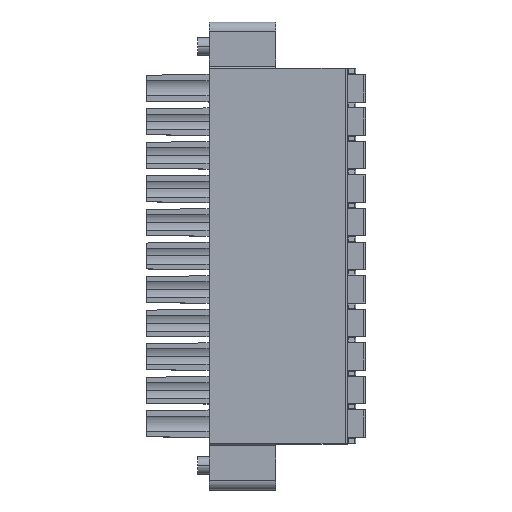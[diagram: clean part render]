
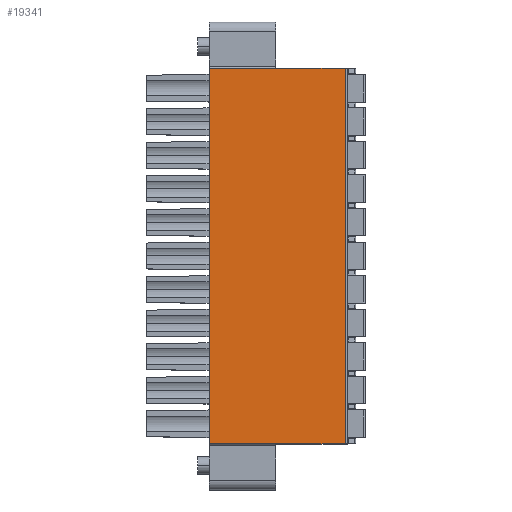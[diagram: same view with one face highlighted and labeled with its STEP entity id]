
A CAD part, top view. The second image highlights one B-rep face of the part: STEP entity #19341.
In plain terms, the highlighted planar face has unit normal (0, 0, 1).
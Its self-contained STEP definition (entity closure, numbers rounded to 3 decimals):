
#5909=DIRECTION('',(0.,1.,0.));
#5910=VECTOR('',#5909,39.2);
#5911=CARTESIAN_POINT('',(-6.625,-35.645,23.4));
#5912=LINE('',#5911,#5910);
#5913=DIRECTION('',(0.,-1.,0.));
#5914=VECTOR('',#5913,39.2);
#5915=CARTESIAN_POINT('',(7.575,3.555,23.4));
#5916=LINE('',#5915,#5914);
#5917=DIRECTION('',(-1.,0.,0.));
#5918=VECTOR('',#5917,6.95);
#5919=CARTESIAN_POINT('',(0.325,3.555,23.4));
#5920=LINE('',#5919,#5918);
#6001=DIRECTION('',(-1.,0.,0.));
#6002=VECTOR('',#6001,7.25);
#6003=CARTESIAN_POINT('',(7.575,3.555,23.4));
#6004=LINE('',#6003,#6002);
#6291=DIRECTION('',(1.,0.,0.));
#6292=VECTOR('',#6291,7.25);
#6293=CARTESIAN_POINT('',(0.325,-35.645,23.4));
#6294=LINE('',#6293,#6292);
#7135=DIRECTION('',(1.,0.,0.));
#7136=VECTOR('',#7135,6.95);
#7137=CARTESIAN_POINT('',(-6.625,-35.645,23.4));
#7138=LINE('',#7137,#7136);
#8897=CARTESIAN_POINT('',(-6.625,-35.645,23.4));
#8899=VERTEX_POINT('',#8897);
#9066=CARTESIAN_POINT('',(7.575,-35.645,23.4));
#9067=VERTEX_POINT('',#9066);
#9068=CARTESIAN_POINT('',(0.325,-35.645,23.4));
#9069=VERTEX_POINT('',#9068);
#11052=CARTESIAN_POINT('',(-6.625,3.555,23.4));
#11053=VERTEX_POINT('',#11052);
#11133=CARTESIAN_POINT('',(7.575,3.555,23.4));
#11134=VERTEX_POINT('',#11133);
#11135=CARTESIAN_POINT('',(0.325,3.555,23.4));
#11136=VERTEX_POINT('',#11135);
#19324=CARTESIAN_POINT('',(4.299,13.355,23.4));
#19325=DIRECTION('',(0.,0.,1.));
#19326=DIRECTION('',(-1.,0.,0.));
#19327=AXIS2_PLACEMENT_3D('',#19324,#19325,#19326);
#19328=PLANE('',#19327);
#19329=ORIENTED_EDGE('',*,*,#11361,.T.);
#19331=ORIENTED_EDGE('',*,*,#19330,.F.);
#19333=ORIENTED_EDGE('',*,*,#19332,.F.);
#19334=ORIENTED_EDGE('',*,*,#19314,.T.);
#19336=ORIENTED_EDGE('',*,*,#19335,.F.);
#19338=ORIENTED_EDGE('',*,*,#19337,.F.);
#19339=EDGE_LOOP('',(#19329,#19331,#19333,#19334,#19336,#19338));
#19340=FACE_OUTER_BOUND('',#19339,.F.);
#11361=EDGE_CURVE('',#8899,#11053,#5912,.T.);
#19314=EDGE_CURVE('',#11134,#9067,#5916,.T.);
#19330=EDGE_CURVE('',#11136,#11053,#5920,.T.);
#19332=EDGE_CURVE('',#11134,#11136,#6004,.T.);
#19335=EDGE_CURVE('',#9069,#9067,#6294,.T.);
#19337=EDGE_CURVE('',#8899,#9069,#7138,.T.);
#19341=ADVANCED_FACE('',(#19340),#19328,.T.);
